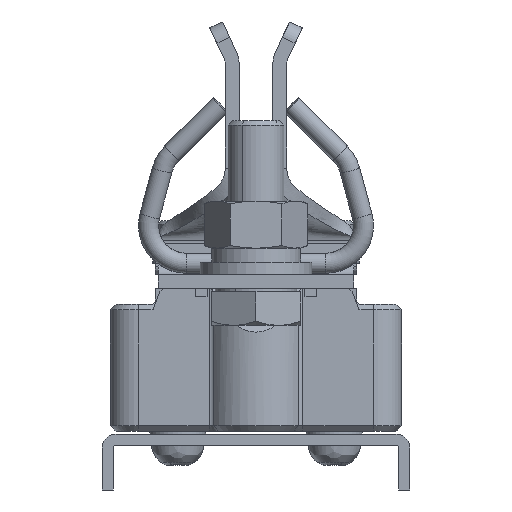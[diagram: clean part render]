
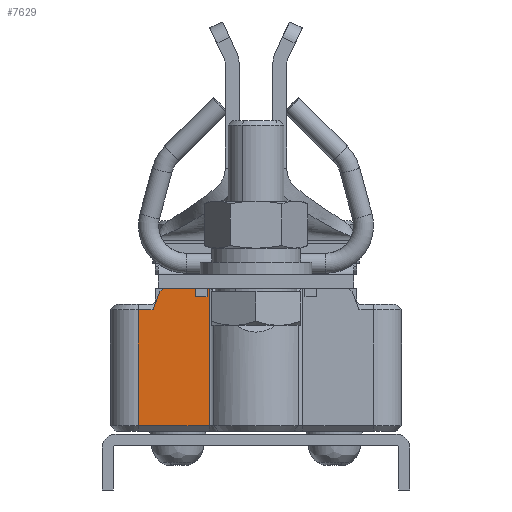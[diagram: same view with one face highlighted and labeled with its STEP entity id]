
A CAD part, front view. The second image highlights one B-rep face of the part: STEP entity #7629.
In plain terms, the highlighted face is planar.
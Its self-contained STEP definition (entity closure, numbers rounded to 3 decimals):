
#5161=DIRECTION('',(-0.819,-0.574,0.));
#5162=VECTOR('',#5161,0.819);
#5163=CARTESIAN_POINT('',(-16.5,26.,17.5));
#5164=LINE('',#5163,#5162);
#5168=DIRECTION('',(0.,-1.,0.));
#5169=VECTOR('',#5168,24.5);
#5170=CARTESIAN_POINT('',(-8.352,26.,17.5));
#5171=LINE('',#5170,#5169);
#5175=DIRECTION('',(1.,0.,0.));
#5176=VECTOR('',#5175,12.648);
#5177=CARTESIAN_POINT('',(-21.,1.5,17.5));
#5178=LINE('',#5177,#5176);
#5182=DIRECTION('',(0.,-1.,0.));
#5183=VECTOR('',#5182,20.7);
#5184=CARTESIAN_POINT('',(-21.,22.2,17.5));
#5185=LINE('',#5184,#5183);
#5189=DIRECTION('',(-1.,0.,0.));
#5190=VECTOR('',#5189,2.617);
#5191=CARTESIAN_POINT('',(-18.383,22.2,17.5));
#5192=LINE('',#5191,#5190);
#5245=DIRECTION('',(-0.342,-0.94,0.));
#5246=VECTOR('',#5245,3.544);
#5247=CARTESIAN_POINT('',(-17.171,25.53,17.5));
#5248=LINE('',#5247,#5246);
#5322=DIRECTION('',(1.,0.,0.));
#5323=VECTOR('',#5322,8.148);
#5324=CARTESIAN_POINT('',(-16.5,26.,17.5));
#5325=LINE('',#5324,#5323);
#5469=CARTESIAN_POINT('',(-8.352,26.,17.5));
#5944=CARTESIAN_POINT('',(-21.,22.2,17.5));
#5946=VERTEX_POINT('',#5944);
#5952=CARTESIAN_POINT('',(-18.383,22.2,17.5));
#5953=VERTEX_POINT('',#5952);
#5956=VERTEX_POINT('',#5469);
#6115=CARTESIAN_POINT('',(-21.,1.5,17.5));
#6117=VERTEX_POINT('',#6115);
#6122=CARTESIAN_POINT('',(-8.352,1.5,17.5));
#6123=VERTEX_POINT('',#6122);
#6254=CARTESIAN_POINT('',(-16.5,26.,17.5));
#6255=CARTESIAN_POINT('',(-17.171,25.53,17.5));
#6256=VERTEX_POINT('',#6254);
#6257=VERTEX_POINT('',#6255);
#7610=CARTESIAN_POINT('',(-26.,0.,17.5));
#7611=DIRECTION('',(0.,0.,1.));
#7612=DIRECTION('',(1.,0.,0.));
#7613=AXIS2_PLACEMENT_3D('',#7610,#7611,#7612);
#7614=PLANE('',#7613);
#7616=ORIENTED_EDGE('',*,*,#7615,.F.);
#7618=ORIENTED_EDGE('',*,*,#7617,.T.);
#7620=ORIENTED_EDGE('',*,*,#7619,.T.);
#7621=ORIENTED_EDGE('',*,*,#7601,.F.);
#7622=ORIENTED_EDGE('',*,*,#7578,.F.);
#7624=ORIENTED_EDGE('',*,*,#7623,.F.);
#7626=ORIENTED_EDGE('',*,*,#7625,.F.);
#7627=EDGE_LOOP('',(#7616,#7618,#7620,#7621,#7622,#7624,#7626));
#7628=FACE_OUTER_BOUND('',#7627,.F.);
#7578=EDGE_CURVE('',#5946,#6117,#5185,.T.);
#7601=EDGE_CURVE('',#6117,#6123,#5178,.T.);
#7615=EDGE_CURVE('',#6256,#6257,#5164,.T.);
#7617=EDGE_CURVE('',#6256,#5956,#5325,.T.);
#7619=EDGE_CURVE('',#5956,#6123,#5171,.T.);
#7623=EDGE_CURVE('',#5953,#5946,#5192,.T.);
#7625=EDGE_CURVE('',#6257,#5953,#5248,.T.);
#7629=ADVANCED_FACE('',(#7628),#7614,.T.);
